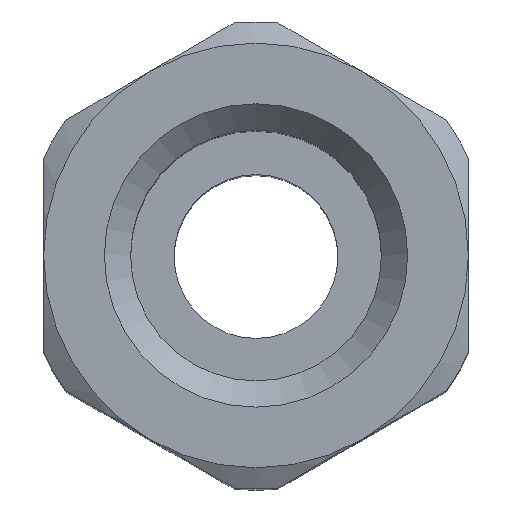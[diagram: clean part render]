
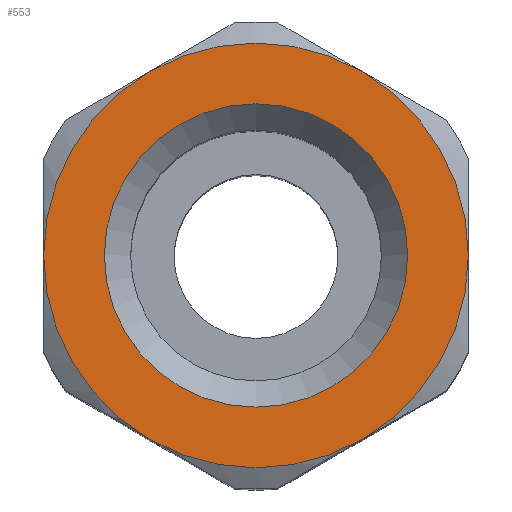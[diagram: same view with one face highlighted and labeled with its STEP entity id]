
A CAD part, top view. The second image highlights one B-rep face of the part: STEP entity #553.
In plain terms, the highlighted planar face has unit normal (0, 0, 1).
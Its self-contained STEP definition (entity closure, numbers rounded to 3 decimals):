
#24=PLANE('',#630);
#165=ORIENTED_EDGE('',*,*,#303,.T.);
#166=ORIENTED_EDGE('',*,*,#255,.F.);
#167=ORIENTED_EDGE('',*,*,#245,.F.);
#168=ORIENTED_EDGE('',*,*,#247,.F.);
#169=ORIENTED_EDGE('',*,*,#265,.F.);
#170=ORIENTED_EDGE('',*,*,#261,.F.);
#171=ORIENTED_EDGE('',*,*,#253,.F.);
#245=EDGE_CURVE('',#320,#321,#370,.T.);
#247=EDGE_CURVE('',#322,#320,#371,.T.);
#253=EDGE_CURVE('',#327,#328,#374,.T.);
#255=EDGE_CURVE('',#321,#327,#375,.T.);
#261=EDGE_CURVE('',#328,#333,#378,.T.);
#265=EDGE_CURVE('',#333,#322,#380,.T.);
#303=EDGE_CURVE('',#354,#354,#393,.T.);
#320=VERTEX_POINT('',#848);
#321=VERTEX_POINT('',#850);
#322=VERTEX_POINT('',#857);
#327=VERTEX_POINT('',#877);
#328=VERTEX_POINT('',#879);
#333=VERTEX_POINT('',#906);
#354=VERTEX_POINT('',#1028);
#370=CIRCLE('',#590,3.5);
#371=CIRCLE('',#592,3.5);
#374=CIRCLE('',#596,3.5);
#375=CIRCLE('',#598,3.5);
#378=CIRCLE('',#602,3.5);
#380=CIRCLE('',#605,3.5);
#393=CIRCLE('',#631,2.5);
#426=EDGE_LOOP('',(#165));
#427=EDGE_LOOP('',(#166,#167,#168,#169,#170,#171));
#482=FACE_BOUND('',#426,.T.);
#483=FACE_BOUND('',#427,.T.);
#553=ADVANCED_FACE('',(#482,#483),#24,.T.);
#590=AXIS2_PLACEMENT_3D('',#849,#673,#674);
#592=AXIS2_PLACEMENT_3D('',#856,#677,#678);
#596=AXIS2_PLACEMENT_3D('',#878,#685,#686);
#598=AXIS2_PLACEMENT_3D('',#885,#689,#690);
#602=AXIS2_PLACEMENT_3D('',#905,#697,#698);
#605=AXIS2_PLACEMENT_3D('',#919,#703,#704);
#630=AXIS2_PLACEMENT_3D('',#1026,#765,#766);
#631=AXIS2_PLACEMENT_3D('',#1027,#767,#768);
#673=DIRECTION('',(0.,0.,-1.));
#674=DIRECTION('',(-1.,0.,0.));
#677=DIRECTION('',(0.,0.,-1.));
#678=DIRECTION('',(-1.,0.,0.));
#685=DIRECTION('',(0.,0.,-1.));
#686=DIRECTION('',(-1.,0.,0.));
#689=DIRECTION('',(0.,0.,-1.));
#690=DIRECTION('',(-1.,0.,0.));
#697=DIRECTION('',(0.,0.,-1.));
#698=DIRECTION('',(-1.,0.,0.));
#703=DIRECTION('',(0.,0.,-1.));
#704=DIRECTION('',(-1.,0.,0.));
#765=DIRECTION('',(0.,0.,1.));
#766=DIRECTION('',(1.,0.,0.));
#767=DIRECTION('',(0.,0.,-1.));
#768=DIRECTION('',(-1.,0.,0.));
#848=CARTESIAN_POINT('',(-3.5,0.,20.));
#849=CARTESIAN_POINT('',(0.,0.,20.));
#850=CARTESIAN_POINT('',(-1.75,3.031,20.));
#856=CARTESIAN_POINT('',(0.,0.,20.));
#857=CARTESIAN_POINT('',(-1.75,-3.031,20.));
#877=CARTESIAN_POINT('',(1.75,3.031,20.));
#878=CARTESIAN_POINT('',(0.,0.,20.));
#879=CARTESIAN_POINT('',(3.5,0.,20.));
#885=CARTESIAN_POINT('',(0.,0.,20.));
#905=CARTESIAN_POINT('',(0.,0.,20.));
#906=CARTESIAN_POINT('',(1.75,-3.031,20.));
#919=CARTESIAN_POINT('',(0.,0.,20.));
#1026=CARTESIAN_POINT('',(0.,3.5,20.));
#1027=CARTESIAN_POINT('',(0.,0.,20.));
#1028=CARTESIAN_POINT('',(-2.5,0.,20.));
